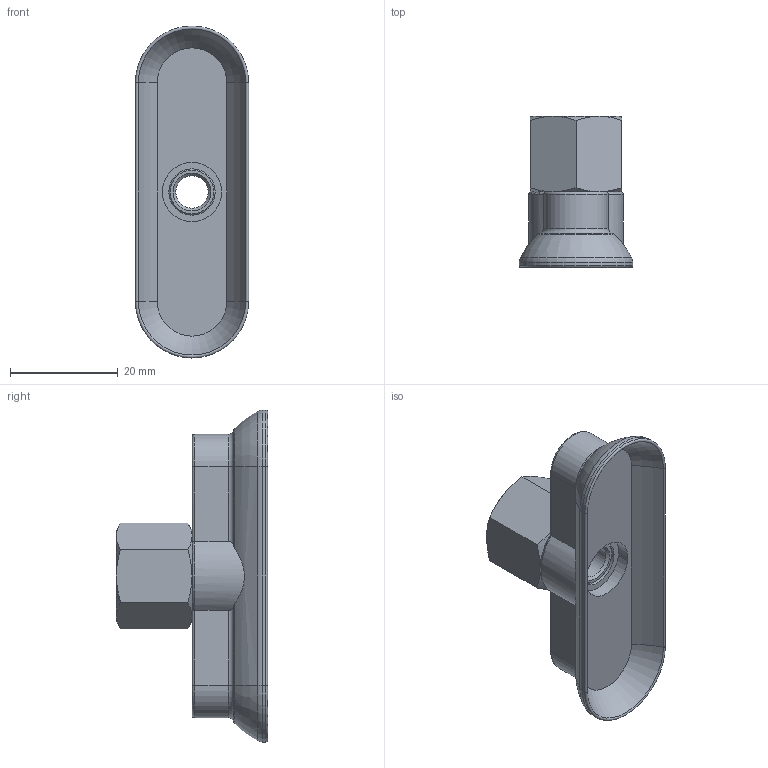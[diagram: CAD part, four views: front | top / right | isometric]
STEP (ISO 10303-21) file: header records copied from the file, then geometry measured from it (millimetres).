
FILE_DESCRIPTION(/* description */ ('STEP AP214'),/* implementation_level */ '2;1');
FILE_NAME(/* name */ '8073862_OGVM-20X60-GV-N-G14F',/* time_stamp */ '2024-09-11T14:50:55+02:00',/* author */ ('License CC BY-ND 4.0'),/* organization */ ('CADENAS'),/* preprocessor_version */ 'ST-DEVELOPER v19.3',/* originating_system */ 'PARTsolutions',/* authorisation */ ' ');
FILE_SCHEMA (('AUTOMOTIVE_DESIGN {1 0 10303 214 3 1 1}'));
Length unit declared in the file: millimetre
Products named in the file (1): 8073862 OGVM-20x60-GV-N-G14F---(high)
Bounding box: 21 x 28 x 61.5 mm (x, y, z)
Volume: 8833.9 mm3; surface area: 5695.7 mm2
Topology: 1 solids, 1 shells, 90 faces, 189 edges, 108 vertices
Faces by surface type: cylinder 34, plane 25, torus 16, cone 15
Full cylindrical faces by diameter (mm): 4 x2, 6 x3, 8.566 x1, 11 x1, 11.445 x1
Entity records: 2386 total; most frequent: CARTESIAN_POINT 499, DIRECTION 408, ORIENTED_EDGE 354, AXIS2_PLACEMENT_3D 178, EDGE_CURVE 177, EDGE_LOOP 110, FACE_BOUND 110, VERTEX_POINT 107
